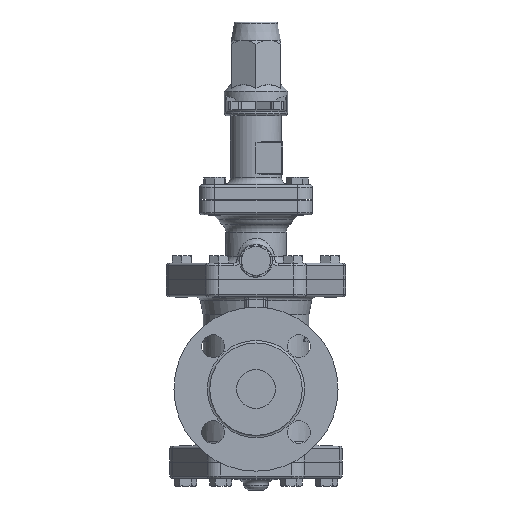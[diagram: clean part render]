
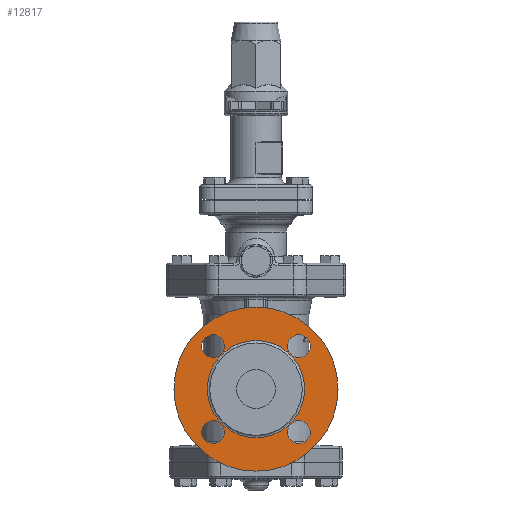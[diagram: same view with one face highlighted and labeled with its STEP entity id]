
A CAD part, left-side view. The second image highlights one B-rep face of the part: STEP entity #12817.
In plain terms, the highlighted planar face has unit normal (-1, 0, 0).
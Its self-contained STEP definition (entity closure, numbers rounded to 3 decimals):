
#2462=PLANE('',#14187);
#2653=FACE_BOUND('',#4454,.T.);
#2654=FACE_BOUND('',#4455,.T.);
#2655=FACE_BOUND('',#4456,.T.);
#2656=FACE_BOUND('',#4457,.T.);
#2657=FACE_BOUND('',#4458,.T.);
#3454=FACE_OUTER_BOUND('',#4453,.T.);
#4453=EDGE_LOOP('',(#11692));
#4454=EDGE_LOOP('',(#11693));
#4455=EDGE_LOOP('',(#11694));
#4456=EDGE_LOOP('',(#11695));
#4457=EDGE_LOOP('',(#11696));
#4458=EDGE_LOOP('',(#11697));
#5143=CIRCLE('',#14183,67.5);
#5145=CIRCLE('',#14186,40.);
#5146=CIRCLE('',#14188,9.5);
#5147=CIRCLE('',#14189,9.5);
#5148=CIRCLE('',#14190,9.5);
#5149=CIRCLE('',#14191,9.5);
#6320=VERTEX_POINT('',#34848);
#6322=VERTEX_POINT('',#34853);
#6323=VERTEX_POINT('',#34856);
#6324=VERTEX_POINT('',#34858);
#6325=VERTEX_POINT('',#34860);
#6326=VERTEX_POINT('',#34862);
#8130=EDGE_CURVE('',#6320,#6320,#5143,.T.);
#8132=EDGE_CURVE('',#6322,#6322,#5145,.T.);
#8133=EDGE_CURVE('',#6323,#6323,#5146,.T.);
#8134=EDGE_CURVE('',#6324,#6324,#5147,.T.);
#8135=EDGE_CURVE('',#6325,#6325,#5148,.T.);
#8136=EDGE_CURVE('',#6326,#6326,#5149,.T.);
#11692=ORIENTED_EDGE('',*,*,#8130,.F.);
#11693=ORIENTED_EDGE('',*,*,#8133,.F.);
#11694=ORIENTED_EDGE('',*,*,#8134,.F.);
#11695=ORIENTED_EDGE('',*,*,#8135,.F.);
#11696=ORIENTED_EDGE('',*,*,#8136,.F.);
#11697=ORIENTED_EDGE('',*,*,#8132,.F.);
#12817=ADVANCED_FACE('',(#3454,#2653,#2654,#2655,#2656,#2657),#2462,.T.);
#14183=AXIS2_PLACEMENT_3D('',#34849,#17555,#17556);
#14186=AXIS2_PLACEMENT_3D('',#34854,#17561,#17562);
#14187=AXIS2_PLACEMENT_3D('',#34855,#17563,#17564);
#14188=AXIS2_PLACEMENT_3D('',#34857,#17565,#17566);
#14189=AXIS2_PLACEMENT_3D('',#34859,#17567,#17568);
#14190=AXIS2_PLACEMENT_3D('',#34861,#17569,#17570);
#14191=AXIS2_PLACEMENT_3D('',#34863,#17571,#17572);
#17555=DIRECTION('center_axis',(1.,0.,0.));
#17556=DIRECTION('ref_axis',(0.,0.,1.));
#17561=DIRECTION('center_axis',(-1.,0.,0.));
#17562=DIRECTION('ref_axis',(0.,0.,1.));
#17563=DIRECTION('center_axis',(-1.,0.,0.));
#17564=DIRECTION('ref_axis',(0.,0.,1.));
#17565=DIRECTION('center_axis',(-1.,0.,0.));
#17566=DIRECTION('ref_axis',(0.,1.,0.));
#17567=DIRECTION('center_axis',(-1.,0.,0.));
#17568=DIRECTION('ref_axis',(0.,0.,1.));
#17569=DIRECTION('center_axis',(-1.,0.,0.));
#17570=DIRECTION('ref_axis',(0.,-1.,0.));
#17571=DIRECTION('center_axis',(-1.,0.,0.));
#17572=DIRECTION('ref_axis',(0.,0.,-1.));
#34848=CARTESIAN_POINT('',(-108.,0.,-7.5));
#34849=CARTESIAN_POINT('Origin',(-108.,0.,60.));
#34853=CARTESIAN_POINT('',(-108.,0.,20.));
#34854=CARTESIAN_POINT('Origin',(-108.,0.,60.));
#34855=CARTESIAN_POINT('Origin',(-108.,0.,60.));
#34856=CARTESIAN_POINT('',(-108.,-35.355,85.855));
#34857=CARTESIAN_POINT('Origin',(-108.,-35.355,95.355));
#34858=CARTESIAN_POINT('',(-108.,-35.355,15.145));
#34859=CARTESIAN_POINT('Origin',(-108.,-35.355,24.645));
#34860=CARTESIAN_POINT('',(-108.,35.355,15.145));
#34861=CARTESIAN_POINT('Origin',(-108.,35.355,24.645));
#34862=CARTESIAN_POINT('',(-108.,35.355,85.855));
#34863=CARTESIAN_POINT('Origin',(-108.,35.355,95.355));
